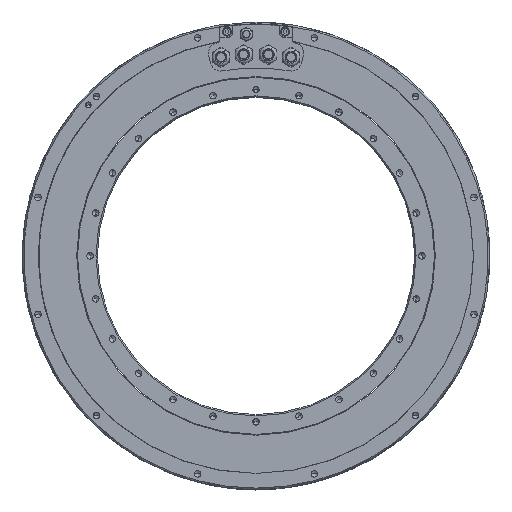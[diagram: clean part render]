
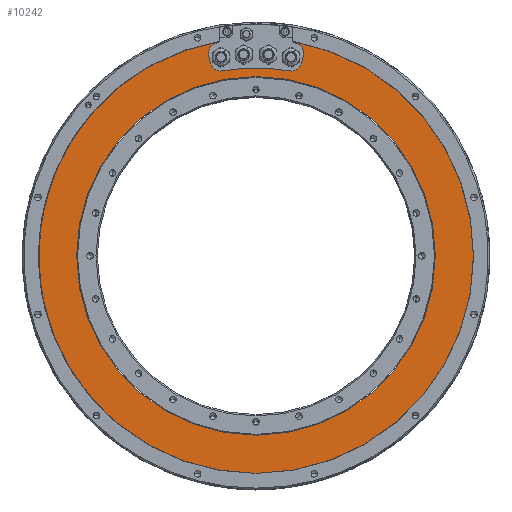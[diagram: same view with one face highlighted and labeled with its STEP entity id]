
A CAD part, top view. The second image highlights one B-rep face of the part: STEP entity #10242.
In plain terms, the highlighted planar face has unit normal (0, 0, 1).
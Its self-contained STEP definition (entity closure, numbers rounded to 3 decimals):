
#2684=CARTESIAN_POINT('',(0.,0.,-0.15));
#2685=DIRECTION('',(0.,0.,1.));
#2686=DIRECTION('',(-1.,0.,0.));
#2687=AXIS2_PLACEMENT_3D('',#2684,#2685,#2686);
#2698=CARTESIAN_POINT('',(0.,0.,-0.15));
#2699=DIRECTION('',(0.,0.,1.));
#2700=DIRECTION('',(1.,0.,0.));
#2701=AXIS2_PLACEMENT_3D('',#2698,#2699,#2700);
#2703=CARTESIAN_POINT('',(0.,0.,-0.15));
#2704=DIRECTION('',(0.,0.,1.));
#2705=DIRECTION('',(0.181,0.983,0.));
#2706=AXIS2_PLACEMENT_3D('',#2703,#2704,#2705);
#2708=CARTESIAN_POINT('',(37.196,201.597,
-0.15));
#2709=DIRECTION('',(0.,0.,-1.));
#2710=DIRECTION('',(0.973,-0.229,0.));
#2711=AXIS2_PLACEMENT_3D('',#2708,#2709,#2710);
#2713=DIRECTION('',(0.229,0.973,0.));
#2714=VECTOR('',#2713,9.01);
#2715=CARTESIAN_POINT('',(46.93,199.305,
-0.15));
#2716=LINE('',#2715,#2714);
#2717=CARTESIAN_POINT('',(39.262,210.368,
-0.15));
#2718=DIRECTION('',(0.,0.,-1.));
#2719=DIRECTION('',(0.232,0.973,0.));
#2720=AXIS2_PLACEMENT_3D('',#2717,#2718,#2719);
#2722=DIRECTION('',(0.,-1.,0.));
#2723=VECTOR('',#2722,2.595);
#2724=CARTESIAN_POINT('',(41.579,220.095,
-0.15));
#2725=LINE('',#2724,#2723);
#2726=CARTESIAN_POINT('',(39.262,210.368,
-0.15));
#2727=DIRECTION('',(0.,0.,-1.));
#2728=DIRECTION('',(0.309,0.951,0.));
#2729=AXIS2_PLACEMENT_3D('',#2726,#2727,#2728);
#2731=DIRECTION('',(-0.229,-0.973,0.));
#2732=VECTOR('',#2731,9.01);
#2733=CARTESIAN_POINT('',(46.562,208.649,
-0.15));
#2734=LINE('',#2733,#2732);
#2735=CARTESIAN_POINT('',(37.196,201.597,
-0.15));
#2736=DIRECTION('',(0.,0.,-1.));
#2737=DIRECTION('',(0.973,-0.229,0.));
#2738=AXIS2_PLACEMENT_3D('',#2735,#2736,#2737);
#2740=CARTESIAN_POINT('',(0.,0.,-0.15));
#2741=DIRECTION('',(0.,0.,-1.));
#2742=DIRECTION('',(-0.181,0.983,0.));
#2743=AXIS2_PLACEMENT_3D('',#2740,#2741,#2742);
#2745=CARTESIAN_POINT('',(-37.196,201.597,
-0.15));
#2746=DIRECTION('',(0.,0.,-1.));
#2747=DIRECTION('',(0.181,-0.983,0.));
#2748=AXIS2_PLACEMENT_3D('',#2745,#2746,#2747);
#2750=DIRECTION('',(-0.229,0.973,0.));
#2751=VECTOR('',#2750,9.01);
#2752=CARTESIAN_POINT('',(-44.497,199.878,
-0.15));
#2753=LINE('',#2752,#2751);
#2754=CARTESIAN_POINT('',(-39.262,210.368,
-0.15));
#2755=DIRECTION('',(0.,0.,-1.));
#2756=DIRECTION('',(-0.973,-0.229,0.));
#2757=AXIS2_PLACEMENT_3D('',#2754,#2755,#2756);
#2759=DIRECTION('',(0.,1.,0.));
#2760=VECTOR('',#2759,2.582);
#2761=CARTESIAN_POINT('',(-41.421,217.55,
-0.15));
#2762=LINE('',#2761,#2760);
#2763=CARTESIAN_POINT('',(-39.262,210.368,
-0.15));
#2764=DIRECTION('',(0.,0.,-1.));
#2765=DIRECTION('',(-0.973,-0.229,0.));
#2766=AXIS2_PLACEMENT_3D('',#2763,#2764,#2765);
#2768=DIRECTION('',(0.229,-0.973,0.));
#2769=VECTOR('',#2768,9.01);
#2770=CARTESIAN_POINT('',(-48.995,208.076,
-0.15));
#2771=LINE('',#2770,#2769);
#2772=CARTESIAN_POINT('',(-37.196,201.597,
-0.15));
#2773=DIRECTION('',(0.,0.,-1.));
#2774=DIRECTION('',(0.181,-0.983,0.));
#2775=AXIS2_PLACEMENT_3D('',#2772,#2773,#2774);
#2782=CARTESIAN_POINT('',(0.,0.,-0.15));
#2783=DIRECTION('',(0.,0.,1.));
#2784=DIRECTION('',(0.,-1.,0.));
#2785=AXIS2_PLACEMENT_3D('',#2782,#2783,#2784);
#3305=CARTESIAN_POINT('',(0.,0.,-0.15));
#3306=DIRECTION('',(0.,0.,1.));
#3307=DIRECTION('',(-0.155,0.988,0.));
#3308=AXIS2_PLACEMENT_3D('',#3305,#3306,#3307);
#5452=CARTESIAN_POINT('',(-185.9,0.,-0.15));
#5453=CARTESIAN_POINT('',(185.9,0.,-0.15));
#5454=VERTEX_POINT('',#5452);
#5455=VERTEX_POINT('',#5453);
#5460=CARTESIAN_POINT('',(-35.038,222.761,
-0.15));
#5461=CARTESIAN_POINT('',(0.,-225.5,-0.15));
#5462=VERTEX_POINT('',#5460);
#5463=VERTEX_POINT('',#5461);
#5546=CARTESIAN_POINT('',(35.382,191.763,
-0.15));
#5547=CARTESIAN_POINT('',(-35.382,191.763,
-0.15));
#5548=VERTEX_POINT('',#5546);
#5549=VERTEX_POINT('',#5547);
#5550=CARTESIAN_POINT('',(46.93,199.305,
-0.15));
#5551=CARTESIAN_POINT('',(48.995,208.076,
-0.15));
#5552=VERTEX_POINT('',#5550);
#5553=VERTEX_POINT('',#5551);
#5554=CARTESIAN_POINT('',(-48.995,208.076,
-0.15));
#5555=CARTESIAN_POINT('',(-46.93,199.305,
-0.15));
#5556=VERTEX_POINT('',#5554);
#5557=VERTEX_POINT('',#5555);
#5558=CARTESIAN_POINT('',(-41.421,220.132,
-0.15));
#5559=VERTEX_POINT('',#5558);
#5560=CARTESIAN_POINT('',(41.579,220.095,
-0.15));
#5561=VERTEX_POINT('',#5560);
#5562=CARTESIAN_POINT('',(46.562,208.649,
-0.15));
#5563=CARTESIAN_POINT('',(44.497,199.878,
-0.15));
#5564=VERTEX_POINT('',#5562);
#5565=VERTEX_POINT('',#5563);
#5566=CARTESIAN_POINT('',(35.836,194.222,
-0.15));
#5567=VERTEX_POINT('',#5566);
#5568=CARTESIAN_POINT('',(-35.836,194.222,
-0.15));
#5569=VERTEX_POINT('',#5568);
#5570=CARTESIAN_POINT('',(-44.497,199.878,
-0.15));
#5571=VERTEX_POINT('',#5570);
#5572=CARTESIAN_POINT('',(-46.562,208.649,
-0.15));
#5573=VERTEX_POINT('',#5572);
#5574=CARTESIAN_POINT('',(-41.421,217.55,
-0.15));
#5575=VERTEX_POINT('',#5574);
#5576=CARTESIAN_POINT('',(41.579,217.5,
-0.15));
#5577=VERTEX_POINT('',#5576);
#10193=CARTESIAN_POINT('',(0.,0.,-0.15));
#10194=DIRECTION('',(0.,0.,1.));
#10195=DIRECTION('',(1.,0.,0.));
#10196=AXIS2_PLACEMENT_3D('',#10193,#10194,#10195);
#10197=PLANE('',#10196);
#10199=ORIENTED_EDGE('',*,*,#10198,.F.);
#10201=ORIENTED_EDGE('',*,*,#10200,.F.);
#10202=EDGE_LOOP('',(#10199,#10201));
#10203=FACE_OUTER_BOUND('',#10202,.F.);
#10204=ORIENTED_EDGE('',*,*,#10173,.T.);
#10205=ORIENTED_EDGE('',*,*,#10187,.T.);
#10206=EDGE_LOOP('',(#10204,#10205));
#10207=FACE_BOUND('',#10206,.F.);
#10209=ORIENTED_EDGE('',*,*,#10208,.F.);
#10211=ORIENTED_EDGE('',*,*,#10210,.F.);
#10213=ORIENTED_EDGE('',*,*,#10212,.T.);
#10215=ORIENTED_EDGE('',*,*,#10214,.F.);
#10217=ORIENTED_EDGE('',*,*,#10216,.T.);
#10219=ORIENTED_EDGE('',*,*,#10218,.T.);
#10221=ORIENTED_EDGE('',*,*,#10220,.T.);
#10223=ORIENTED_EDGE('',*,*,#10222,.T.);
#10225=ORIENTED_EDGE('',*,*,#10224,.F.);
#10227=ORIENTED_EDGE('',*,*,#10226,.T.);
#10229=ORIENTED_EDGE('',*,*,#10228,.T.);
#10231=ORIENTED_EDGE('',*,*,#10230,.T.);
#10233=ORIENTED_EDGE('',*,*,#10232,.T.);
#10235=ORIENTED_EDGE('',*,*,#10234,.F.);
#10237=ORIENTED_EDGE('',*,*,#10236,.T.);
#10239=ORIENTED_EDGE('',*,*,#10238,.F.);
#10240=EDGE_LOOP('',(#10209,#10211,#10213,#10215,#10217,#10219,#10221,#10223,
#10225,#10227,#10229,#10231,#10233,#10235,#10237,#10239));
#10241=FACE_BOUND('',#10240,.F.);
#2688=CIRCLE('',#2687,185.9);
#2702=CIRCLE('',#2701,185.9);
#2707=CIRCLE('',#2706,195.);
#2712=CIRCLE('',#2711,10.);
#2721=CIRCLE('',#2720,10.);
#2730=CIRCLE('',#2729,7.5);
#2739=CIRCLE('',#2738,7.5);
#2744=CIRCLE('',#2743,197.5);
#2749=CIRCLE('',#2748,7.5);
#2758=CIRCLE('',#2757,7.5);
#2767=CIRCLE('',#2766,10.);
#2776=CIRCLE('',#2775,10.);
#2786=CIRCLE('',#2785,225.5);
#3309=CIRCLE('',#3308,225.5);
#10173=EDGE_CURVE('',#5454,#5455,#2688,.T.);
#10187=EDGE_CURVE('',#5455,#5454,#2702,.T.);
#10198=EDGE_CURVE('',#5463,#5462,#2786,.T.);
#10200=EDGE_CURVE('',#5462,#5463,#3309,.T.);
#10208=EDGE_CURVE('',#5548,#5549,#2707,.T.);
#10210=EDGE_CURVE('',#5552,#5548,#2712,.T.);
#10212=EDGE_CURVE('',#5552,#5553,#2716,.T.);
#10214=EDGE_CURVE('',#5561,#5553,#2721,.T.);
#10216=EDGE_CURVE('',#5561,#5577,#2725,.T.);
#10218=EDGE_CURVE('',#5577,#5564,#2730,.T.);
#10220=EDGE_CURVE('',#5564,#5565,#2734,.T.);
#10222=EDGE_CURVE('',#5565,#5567,#2739,.T.);
#10224=EDGE_CURVE('',#5569,#5567,#2744,.T.);
#10226=EDGE_CURVE('',#5569,#5571,#2749,.T.);
#10228=EDGE_CURVE('',#5571,#5573,#2753,.T.);
#10230=EDGE_CURVE('',#5573,#5575,#2758,.T.);
#10232=EDGE_CURVE('',#5575,#5559,#2762,.T.);
#10234=EDGE_CURVE('',#5556,#5559,#2767,.T.);
#10236=EDGE_CURVE('',#5556,#5557,#2771,.T.);
#10238=EDGE_CURVE('',#5549,#5557,#2776,.T.);
#10242=ADVANCED_FACE('',(#10203,#10207,#10241),#10197,.T.);
